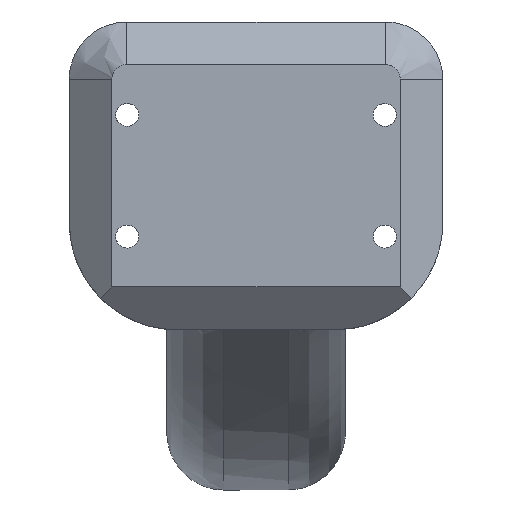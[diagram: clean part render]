
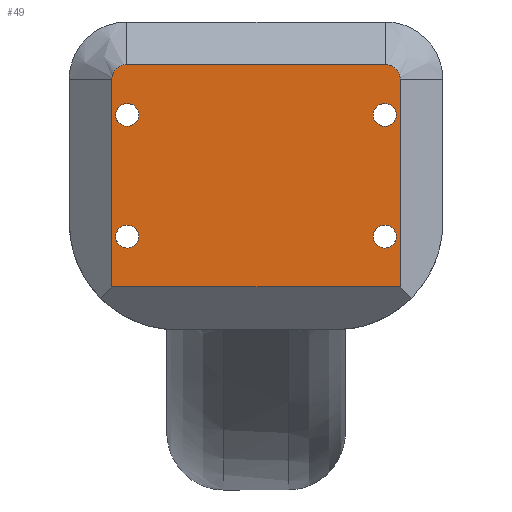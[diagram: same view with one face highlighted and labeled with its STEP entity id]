
A CAD part, top view. The second image highlights one B-rep face of the part: STEP entity #49.
In plain terms, the highlighted planar face has unit normal (0, 0, 1).
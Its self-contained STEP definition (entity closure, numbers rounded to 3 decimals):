
#14=FACE_BOUND('',#202,.T.);
#15=FACE_BOUND('',#203,.T.);
#16=FACE_BOUND('',#204,.T.);
#17=FACE_BOUND('',#205,.T.);
#49=ADVANCED_FACE('',(#125,#14,#15,#16,#17),#1123,.T.);
#125=FACE_OUTER_BOUND('',#201,.T.);
#201=EDGE_LOOP('',(#387,#388,#389,#390,#391,#392));
#202=EDGE_LOOP('',(#393,#394));
#203=EDGE_LOOP('',(#395,#396));
#204=EDGE_LOOP('',(#397,#398));
#205=EDGE_LOOP('',(#399,#400));
#387=ORIENTED_EDGE('',*,*,#731,.F.);
#388=ORIENTED_EDGE('',*,*,#710,.F.);
#389=ORIENTED_EDGE('',*,*,#726,.F.);
#390=ORIENTED_EDGE('',*,*,#711,.F.);
#391=ORIENTED_EDGE('',*,*,#712,.F.);
#392=ORIENTED_EDGE('',*,*,#713,.F.);
#393=ORIENTED_EDGE('',*,*,#644,.T.);
#394=ORIENTED_EDGE('',*,*,#788,.F.);
#395=ORIENTED_EDGE('',*,*,#787,.F.);
#396=ORIENTED_EDGE('',*,*,#648,.T.);
#397=ORIENTED_EDGE('',*,*,#786,.F.);
#398=ORIENTED_EDGE('',*,*,#652,.T.);
#399=ORIENTED_EDGE('',*,*,#785,.T.);
#400=ORIENTED_EDGE('',*,*,#656,.T.);
#644=EDGE_CURVE('',#1008,#1007,#903,.T.);
#648=EDGE_CURVE('',#1012,#1011,#905,.T.);
#652=EDGE_CURVE('',#1016,#1015,#907,.T.);
#656=EDGE_CURVE('',#1020,#1019,#909,.T.);
#710=EDGE_CURVE('',#1074,#1072,#859,.T.);
#711=EDGE_CURVE('',#1076,#1075,#860,.T.);
#712=EDGE_CURVE('',#1077,#1076,#861,.T.);
#713=EDGE_CURVE('',#1073,#1077,#862,.T.);
#726=EDGE_CURVE('',#1075,#1074,#929,.T.);
#731=EDGE_CURVE('',#1072,#1073,#932,.T.);
#785=EDGE_CURVE('',#1019,#1020,#968,.T.);
#786=EDGE_CURVE('',#1016,#1015,#969,.T.);
#787=EDGE_CURVE('',#1012,#1011,#970,.T.);
#788=EDGE_CURVE('',#1008,#1007,#971,.T.);
#859=B_SPLINE_CURVE_WITH_KNOTS('',1,(#7597,#7598),.UNSPECIFIED.,.F.,.F.,
(2,2),(-36.2,0.),.UNSPECIFIED.);
#860=B_SPLINE_CURVE_WITH_KNOTS('',1,(#7599,#7600),.UNSPECIFIED.,.F.,.F.,
(2,2),(-29.041,0.),.UNSPECIFIED.);
#861=B_SPLINE_CURVE_WITH_KNOTS('',1,(#7601,#7602),.UNSPECIFIED.,.F.,.F.,
(2,2),(-40.282,0.),.UNSPECIFIED.);
#862=B_SPLINE_CURVE_WITH_KNOTS('',1,(#7603,#7604),.UNSPECIFIED.,.F.,.F.,
(2,2),(-29.041,0.),.UNSPECIFIED.);
#903=(
BOUNDED_CURVE()
B_SPLINE_CURVE(2,(#7232,#7233,#7234,#7235,#7236),.UNSPECIFIED.,.F.,.F.)
B_SPLINE_CURVE_WITH_KNOTS((3,2,3),(-5.027,-2.513,
0.),.UNSPECIFIED.)
CURVE()
GEOMETRIC_REPRESENTATION_ITEM()
RATIONAL_B_SPLINE_CURVE((1.,0.707,1.,0.707,1.))
REPRESENTATION_ITEM('')
);
#905=(
BOUNDED_CURVE()
B_SPLINE_CURVE(2,(#7246,#7247,#7248,#7249,#7250),.UNSPECIFIED.,.F.,.F.)
B_SPLINE_CURVE_WITH_KNOTS((3,2,3),(-5.027,-2.513,0.),
 .UNSPECIFIED.)
CURVE()
GEOMETRIC_REPRESENTATION_ITEM()
RATIONAL_B_SPLINE_CURVE((1.,0.707,1.,0.707,1.))
REPRESENTATION_ITEM('')
);
#907=(
BOUNDED_CURVE()
B_SPLINE_CURVE(2,(#7260,#7261,#7262,#7263,#7264),.UNSPECIFIED.,.F.,.F.)
B_SPLINE_CURVE_WITH_KNOTS((3,2,3),(-5.027,-2.513,
0.),.UNSPECIFIED.)
CURVE()
GEOMETRIC_REPRESENTATION_ITEM()
RATIONAL_B_SPLINE_CURVE((1.,0.707,1.,0.707,1.))
REPRESENTATION_ITEM('')
);
#909=(
BOUNDED_CURVE()
B_SPLINE_CURVE(2,(#7274,#7275,#7276,#7277,#7278),.UNSPECIFIED.,.F.,.F.)
B_SPLINE_CURVE_WITH_KNOTS((3,2,3),(-5.027,-2.513,
0.),.UNSPECIFIED.)
CURVE()
GEOMETRIC_REPRESENTATION_ITEM()
RATIONAL_B_SPLINE_CURVE((1.,0.707,1.,0.707,1.))
REPRESENTATION_ITEM('')
);
#929=(
BOUNDED_CURVE()
B_SPLINE_CURVE(2,(#7637,#7638,#7639),.UNSPECIFIED.,.F.,.F.)
B_SPLINE_CURVE_WITH_KNOTS((3,3),(0.,3.206),.UNSPECIFIED.)
CURVE()
GEOMETRIC_REPRESENTATION_ITEM()
RATIONAL_B_SPLINE_CURVE((1.,0.707,1.))
REPRESENTATION_ITEM('')
);
#932=(
BOUNDED_CURVE()
B_SPLINE_CURVE(2,(#7650,#7651,#7652),.UNSPECIFIED.,.F.,.F.)
B_SPLINE_CURVE_WITH_KNOTS((3,3),(0.,3.206),.UNSPECIFIED.)
CURVE()
GEOMETRIC_REPRESENTATION_ITEM()
RATIONAL_B_SPLINE_CURVE((1.,0.707,1.))
REPRESENTATION_ITEM('')
);
#968=(
BOUNDED_CURVE()
B_SPLINE_CURVE(2,(#8130,#8131,#8132,#8133,#8134),.UNSPECIFIED.,.F.,.F.)
B_SPLINE_CURVE_WITH_KNOTS((3,2,3),(-5.027,-2.513,
0.),.UNSPECIFIED.)
CURVE()
GEOMETRIC_REPRESENTATION_ITEM()
RATIONAL_B_SPLINE_CURVE((1.,0.707,1.,0.707,1.))
REPRESENTATION_ITEM('')
);
#969=(
BOUNDED_CURVE()
B_SPLINE_CURVE(2,(#8135,#8136,#8137,#8138,#8139),.UNSPECIFIED.,.F.,.F.)
B_SPLINE_CURVE_WITH_KNOTS((3,2,3),(0.,2.513,5.027),
 .UNSPECIFIED.)
CURVE()
GEOMETRIC_REPRESENTATION_ITEM()
RATIONAL_B_SPLINE_CURVE((1.,0.707,1.,0.707,1.))
REPRESENTATION_ITEM('')
);
#970=(
BOUNDED_CURVE()
B_SPLINE_CURVE(2,(#8140,#8141,#8142,#8143,#8144),.UNSPECIFIED.,.F.,.F.)
B_SPLINE_CURVE_WITH_KNOTS((3,2,3),(0.,2.513,5.027),
 .UNSPECIFIED.)
CURVE()
GEOMETRIC_REPRESENTATION_ITEM()
RATIONAL_B_SPLINE_CURVE((1.,0.707,1.,0.707,1.))
REPRESENTATION_ITEM('')
);
#971=(
BOUNDED_CURVE()
B_SPLINE_CURVE(2,(#8145,#8146,#8147,#8148,#8149),.UNSPECIFIED.,.F.,.F.)
B_SPLINE_CURVE_WITH_KNOTS((3,2,3),(0.,2.513,5.027),
 .UNSPECIFIED.)
CURVE()
GEOMETRIC_REPRESENTATION_ITEM()
RATIONAL_B_SPLINE_CURVE((1.,0.707,1.,0.707,1.))
REPRESENTATION_ITEM('')
);
#1007=VERTEX_POINT('',#5503);
#1008=VERTEX_POINT('',#5504);
#1011=VERTEX_POINT('',#5507);
#1012=VERTEX_POINT('',#5508);
#1015=VERTEX_POINT('',#5511);
#1016=VERTEX_POINT('',#5512);
#1019=VERTEX_POINT('',#5515);
#1020=VERTEX_POINT('',#5516);
#1072=VERTEX_POINT('',#5568);
#1073=VERTEX_POINT('',#5569);
#1074=VERTEX_POINT('',#5570);
#1075=VERTEX_POINT('',#5571);
#1076=VERTEX_POINT('',#5572);
#1077=VERTEX_POINT('',#5573);
#1123=PLANE('',#1271);
#1271=AXIS2_PLACEMENT_3D('',#3349,#1309,$);
#1309=DIRECTION('',(0.,0.,1.));
#3349=CARTESIAN_POINT('',(-17.72,2107.474,192.235));
#5503=CARTESIAN_POINT('',(-11.55,2119.224,192.235));
#5504=CARTESIAN_POINT('',(-11.55,2116.024,192.235));
#5507=CARTESIAN_POINT('',(-11.55,2136.224,192.235));
#5508=CARTESIAN_POINT('',(-11.55,2133.024,192.235));
#5511=CARTESIAN_POINT('',(24.45,2119.224,192.235));
#5512=CARTESIAN_POINT('',(24.45,2116.024,192.235));
#5515=CARTESIAN_POINT('',(24.45,2136.224,192.235));
#5516=CARTESIAN_POINT('',(24.45,2133.024,192.235));
#5568=CARTESIAN_POINT('',(24.55,2141.665,192.235));
#5569=CARTESIAN_POINT('',(26.591,2139.624,192.235));
#5570=CARTESIAN_POINT('',(-11.65,2141.665,192.235));
#5571=CARTESIAN_POINT('',(-13.691,2139.624,192.235));
#5572=CARTESIAN_POINT('',(-13.691,2110.583,192.235));
#5573=CARTESIAN_POINT('',(26.591,2110.583,192.235));
#7232=CARTESIAN_POINT('',(-11.55,2116.024,192.235));
#7233=CARTESIAN_POINT('',(-13.15,2116.024,192.235));
#7234=CARTESIAN_POINT('',(-13.15,2117.624,192.235));
#7235=CARTESIAN_POINT('',(-13.15,2119.224,192.235));
#7236=CARTESIAN_POINT('',(-11.55,2119.224,192.235));
#7246=CARTESIAN_POINT('',(-11.55,2133.024,192.235));
#7247=CARTESIAN_POINT('',(-13.15,2133.024,192.235));
#7248=CARTESIAN_POINT('',(-13.15,2134.624,192.235));
#7249=CARTESIAN_POINT('',(-13.15,2136.224,192.235));
#7250=CARTESIAN_POINT('',(-11.55,2136.224,192.235));
#7260=CARTESIAN_POINT('',(24.45,2116.024,192.235));
#7261=CARTESIAN_POINT('',(22.85,2116.024,192.235));
#7262=CARTESIAN_POINT('',(22.85,2117.624,192.235));
#7263=CARTESIAN_POINT('',(22.85,2119.224,192.235));
#7264=CARTESIAN_POINT('',(24.45,2119.224,192.235));
#7274=CARTESIAN_POINT('',(24.45,2133.024,192.235));
#7275=CARTESIAN_POINT('',(22.85,2133.024,192.235));
#7276=CARTESIAN_POINT('',(22.85,2134.624,192.235));
#7277=CARTESIAN_POINT('',(22.85,2136.224,192.235));
#7278=CARTESIAN_POINT('',(24.45,2136.224,192.235));
#7597=CARTESIAN_POINT('',(-11.65,2141.665,192.235));
#7598=CARTESIAN_POINT('',(24.55,2141.665,192.235));
#7599=CARTESIAN_POINT('',(-13.691,2110.583,192.235));
#7600=CARTESIAN_POINT('',(-13.691,2139.624,192.235));
#7601=CARTESIAN_POINT('',(26.591,2110.583,192.235));
#7602=CARTESIAN_POINT('',(-13.691,2110.583,192.235));
#7603=CARTESIAN_POINT('',(26.591,2139.624,192.235));
#7604=CARTESIAN_POINT('',(26.591,2110.583,192.235));
#7637=CARTESIAN_POINT('',(-13.691,2139.624,192.235));
#7638=CARTESIAN_POINT('',(-13.691,2141.665,192.235));
#7639=CARTESIAN_POINT('',(-11.65,2141.665,192.235));
#7650=CARTESIAN_POINT('',(24.55,2141.665,192.235));
#7651=CARTESIAN_POINT('',(26.591,2141.665,192.235));
#7652=CARTESIAN_POINT('',(26.591,2139.624,192.235));
#8130=CARTESIAN_POINT('',(24.45,2136.224,192.235));
#8131=CARTESIAN_POINT('',(26.05,2136.224,192.235));
#8132=CARTESIAN_POINT('',(26.05,2134.624,192.235));
#8133=CARTESIAN_POINT('',(26.05,2133.024,192.235));
#8134=CARTESIAN_POINT('',(24.45,2133.024,192.235));
#8135=CARTESIAN_POINT('',(24.45,2116.024,192.235));
#8136=CARTESIAN_POINT('',(26.05,2116.024,192.235));
#8137=CARTESIAN_POINT('',(26.05,2117.624,192.235));
#8138=CARTESIAN_POINT('',(26.05,2119.224,192.235));
#8139=CARTESIAN_POINT('',(24.45,2119.224,192.235));
#8140=CARTESIAN_POINT('',(-11.55,2133.024,192.235));
#8141=CARTESIAN_POINT('',(-9.95,2133.024,192.235));
#8142=CARTESIAN_POINT('',(-9.95,2134.624,192.235));
#8143=CARTESIAN_POINT('',(-9.95,2136.224,192.235));
#8144=CARTESIAN_POINT('',(-11.55,2136.224,192.235));
#8145=CARTESIAN_POINT('',(-11.55,2116.024,192.235));
#8146=CARTESIAN_POINT('',(-9.95,2116.024,192.235));
#8147=CARTESIAN_POINT('',(-9.95,2117.624,192.235));
#8148=CARTESIAN_POINT('',(-9.95,2119.224,192.235));
#8149=CARTESIAN_POINT('',(-11.55,2119.224,192.235));
